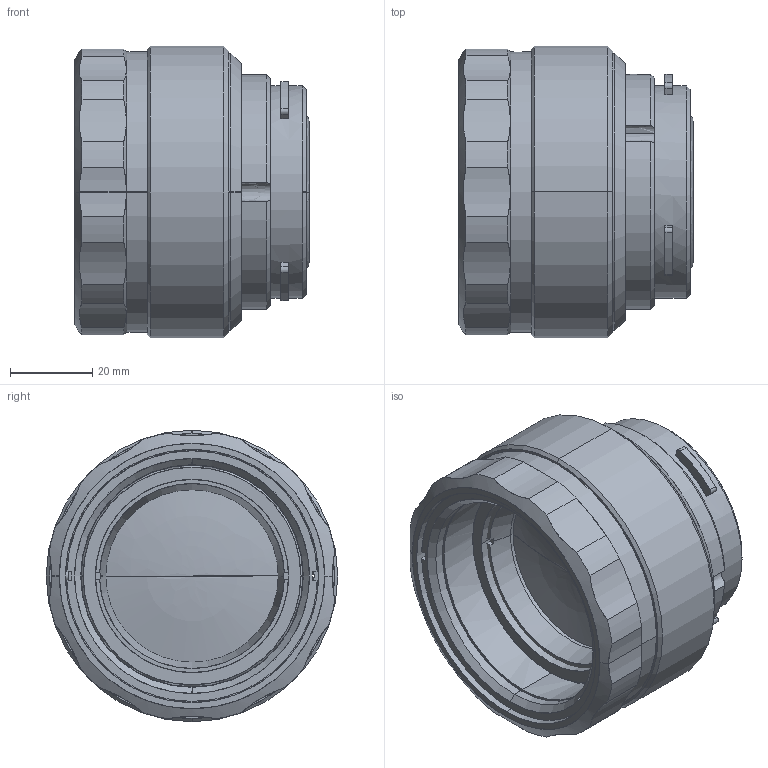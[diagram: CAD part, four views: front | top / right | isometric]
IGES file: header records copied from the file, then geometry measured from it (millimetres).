
Start section: SolidWorks IGES file using analytic representation for surfaces
Global section: file name: MW03523.IGS; native system: SolidWorks 2015; preprocessor: SolidWorks 2015; author: piermario; date: 160314.103829; units: millimetre
Bounding box: 57.05 x 71 x 71 mm (x, y, z)
Surface area: 37729.3 mm2 (no closed solid volume)
Topology: 0 solids, 0 shells, 148 faces, 3294 edges, 3293 vertices
Faces by surface type: revolution 106, bspline 42
